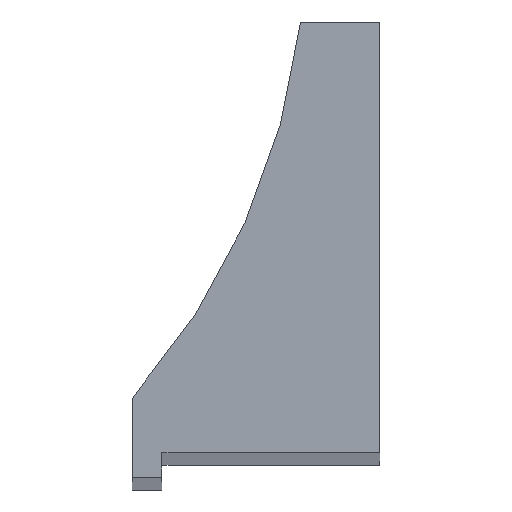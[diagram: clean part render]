
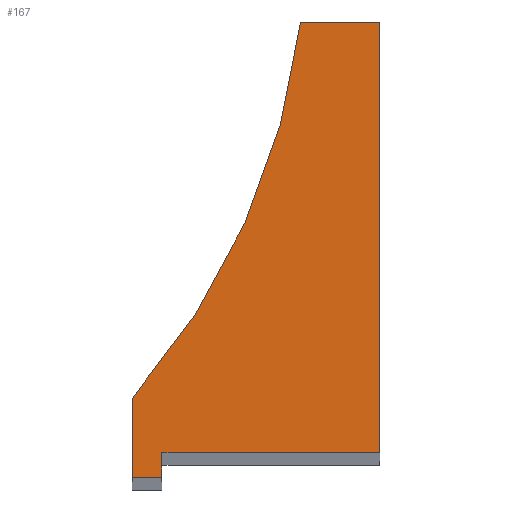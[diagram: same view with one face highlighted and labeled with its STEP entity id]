
A CAD part, top view. The second image highlights one B-rep face of the part: STEP entity #167.
In plain terms, the highlighted planar face has unit normal (0, 0, 1).
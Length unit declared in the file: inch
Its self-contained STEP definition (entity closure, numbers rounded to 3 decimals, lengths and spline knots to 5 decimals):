
#24=FACE_OUTER_BOUND('',#33,.T.);
#33=EDGE_LOOP('',(#144,#145,#146,#147,#148,#149,#150));
#35=CIRCLE('',#187,8.75);
#43=LINE('',#256,#62);
#46=LINE('',#261,#65);
#48=LINE('',#268,#67);
#51=LINE('',#273,#70);
#52=LINE('',#276,#71);
#54=LINE('',#279,#73);
#62=VECTOR('',#208,0.3937);
#65=VECTOR('',#213,0.3937);
#67=VECTOR('',#221,0.3937);
#70=VECTOR('',#226,0.3937);
#71=VECTOR('',#229,0.3937);
#73=VECTOR('',#233,0.3937);
#81=VERTEX_POINT('',#253);
#82=VERTEX_POINT('',#255);
#83=VERTEX_POINT('',#259);
#84=VERTEX_POINT('',#263);
#85=VERTEX_POINT('',#267);
#86=VERTEX_POINT('',#271);
#87=VERTEX_POINT('',#275);
#96=EDGE_CURVE('',#81,#82,#43,.T.);
#99=EDGE_CURVE('',#83,#81,#46,.T.);
#101=EDGE_CURVE('',#84,#83,#35,.T.);
#102=EDGE_CURVE('',#82,#85,#48,.T.);
#105=EDGE_CURVE('',#86,#84,#51,.T.);
#106=EDGE_CURVE('',#85,#87,#52,.T.);
#108=EDGE_CURVE('',#87,#86,#54,.T.);
#144=ORIENTED_EDGE('',*,*,#96,.F.);
#145=ORIENTED_EDGE('',*,*,#99,.F.);
#146=ORIENTED_EDGE('',*,*,#101,.F.);
#147=ORIENTED_EDGE('',*,*,#105,.F.);
#148=ORIENTED_EDGE('',*,*,#108,.F.);
#149=ORIENTED_EDGE('',*,*,#106,.F.);
#150=ORIENTED_EDGE('',*,*,#102,.F.);
#158=PLANE('',#192);
#167=ADVANCED_FACE('',(#24),#158,.F.);
#187=AXIS2_PLACEMENT_3D('',#265,#217,#218);
#192=AXIS2_PLACEMENT_3D('',#280,#234,#235);
#208=DIRECTION('',(0.,-1.,0.));
#213=DIRECTION('',(1.,0.,0.));
#217=DIRECTION('center_axis',(0.,0.,1.));
#218=DIRECTION('ref_axis',(1.,0.,0.));
#221=DIRECTION('',(-1.,0.,0.));
#226=DIRECTION('',(0.,1.,0.));
#229=DIRECTION('',(0.,-1.,0.));
#233=DIRECTION('',(-1.,0.,0.));
#234=DIRECTION('center_axis',(0.,0.,-1.));
#235=DIRECTION('ref_axis',(-1.,0.,0.));
#253=CARTESIAN_POINT('',(54.25,5.75,92.1875));
#255=CARTESIAN_POINT('',(54.25,0.3125,92.1875));
#256=CARTESIAN_POINT('',(54.25,3.1875,92.1875));
#259=CARTESIAN_POINT('',(53.25,5.75,92.1875));
#261=CARTESIAN_POINT('',(23.60378,5.75,92.1875));
#263=CARTESIAN_POINT('',(51.125,1.,92.1875));
#265=CARTESIAN_POINT('Origin',(44.56162,6.78658,92.1875));
#267=CARTESIAN_POINT('',(51.5,0.3125,92.1875));
#268=CARTESIAN_POINT('',(23.63503,0.3125,92.1875));
#271=CARTESIAN_POINT('',(51.125,0.,92.1875));
#273=CARTESIAN_POINT('',(51.125,0.15625,92.1875));
#275=CARTESIAN_POINT('',(51.5,0.,92.1875));
#276=CARTESIAN_POINT('',(51.5,0.3125,92.1875));
#279=CARTESIAN_POINT('',(6.60378,0.,92.1875));
#280=CARTESIAN_POINT('Origin',(64.45757,0.3125,92.1875));
